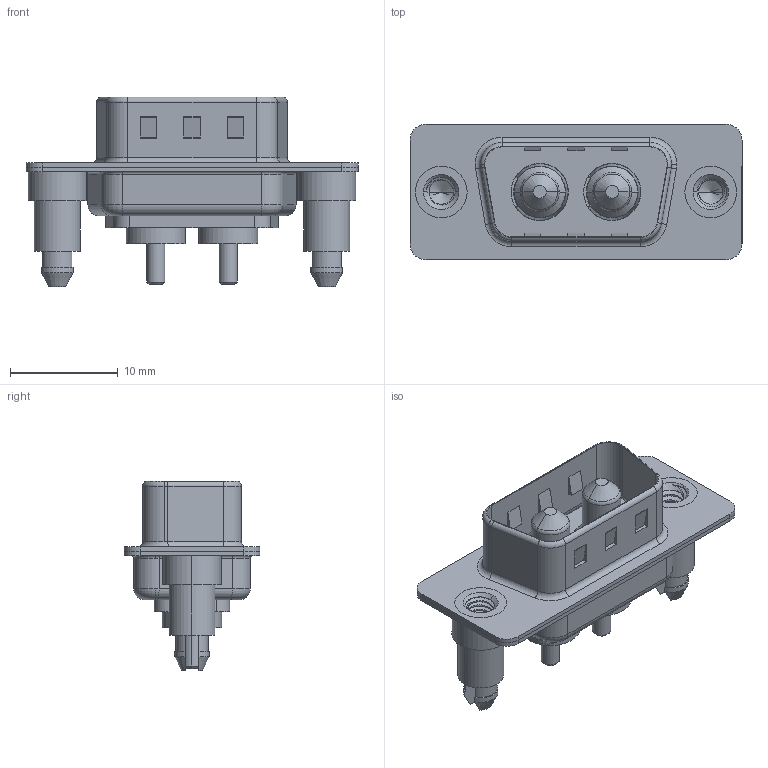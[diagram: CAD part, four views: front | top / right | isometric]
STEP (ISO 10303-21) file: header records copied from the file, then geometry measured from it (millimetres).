
FILE_DESCRIPTION (( 'STEP AP203' ), '1' );
FILE_NAME ('627-2W2-624-1ND.STEP', '2019-06-21T15:37:51', ( '' ), ( '' ), 'SwSTEP 2.0', 'SolidWorks 2016', '' );
FILE_SCHEMA (( 'CONFIG_CONTROL_DESIGN' ));
Length unit declared in the file: millimetre
Products named in the file (7): 627Combo Shell Front_09 Contacts; 627Combo Threaded Boardlock_D; Power Pin_10A S; 627Combo Threaded Boardlock_5; 627-2W2-624-1ND; 627Combo Housing_2W2; 627Combo Shell Rear_09 Contacts
Assembly tree (7 placements, depth 2):
  627-2W2-624-1ND
    627Combo Housing_2W2
    627Combo Shell Rear_09 Contacts
    627Combo Shell Front_09 Contacts
    627Combo Threaded Boardlock_D
    Power Pin_10A S  x2
    627Combo Threaded Boardlock_5
Bounding box: 30.8 x 12.6 x 17.6 mm (x, y, z)
Volume: 1557.3 mm3; surface area: 3902.6 mm2
Topology: 9 solids, 9 shells, 442 faces, 1079 edges, 676 vertices
Faces by surface type: cylinder 207, plane 143, torus 54, cone 27, bspline 11
Entity records: 16494 total; most frequent: CARTESIAN_POINT 6133, DIRECTION 2056, ORIENTED_EDGE 2000, EDGE_CURVE 1000, AXIS2_PLACEMENT_3D 789, VERTEX_POINT 632, LINE 478, VECTOR 478
